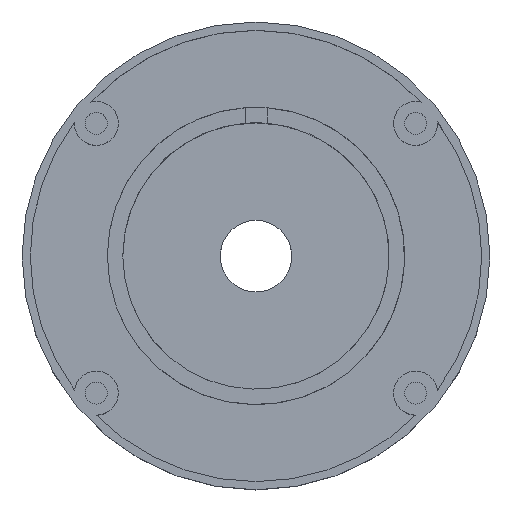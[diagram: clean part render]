
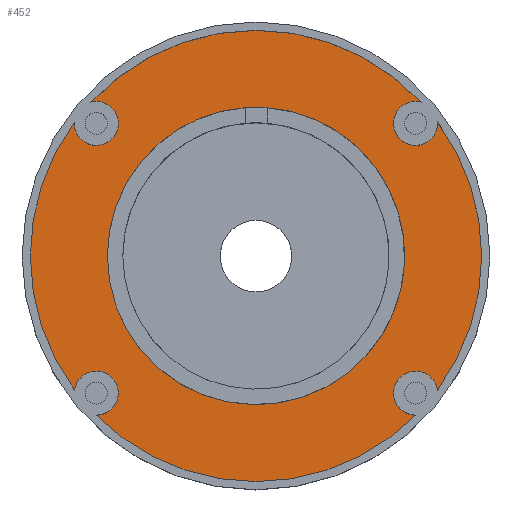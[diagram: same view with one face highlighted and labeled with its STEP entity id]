
A CAD part, top view. The second image highlights one B-rep face of the part: STEP entity #452.
In plain terms, the highlighted planar face has unit normal (0, 0, 1).
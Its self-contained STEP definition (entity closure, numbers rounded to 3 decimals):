
#16=FACE_BOUND('',#83,.T.);
#51=FACE_OUTER_BOUND('',#82,.T.);
#82=EDGE_LOOP('',(#333,#334,#335,#336,#337,#338,#339,#340));
#83=EDGE_LOOP('',(#341));
#163=CIRCLE('',#493,13.5);
#172=CIRCLE('',#509,2.);
#173=CIRCLE('',#510,20.5);
#174=CIRCLE('',#511,2.);
#175=CIRCLE('',#512,20.5);
#176=CIRCLE('',#513,2.);
#177=CIRCLE('',#514,20.5);
#178=CIRCLE('',#515,2.);
#179=CIRCLE('',#516,20.5);
#207=VERTEX_POINT('',#742);
#215=VERTEX_POINT('',#768);
#216=VERTEX_POINT('',#769);
#217=VERTEX_POINT('',#771);
#218=VERTEX_POINT('',#773);
#219=VERTEX_POINT('',#775);
#220=VERTEX_POINT('',#777);
#221=VERTEX_POINT('',#779);
#222=VERTEX_POINT('',#781);
#252=EDGE_CURVE('',#207,#207,#163,.T.);
#262=EDGE_CURVE('',#215,#216,#172,.T.);
#263=EDGE_CURVE('',#217,#215,#173,.T.);
#264=EDGE_CURVE('',#218,#217,#174,.T.);
#265=EDGE_CURVE('',#219,#218,#175,.T.);
#266=EDGE_CURVE('',#220,#219,#176,.T.);
#267=EDGE_CURVE('',#221,#220,#177,.T.);
#268=EDGE_CURVE('',#222,#221,#178,.T.);
#269=EDGE_CURVE('',#216,#222,#179,.T.);
#333=ORIENTED_EDGE('',*,*,#262,.F.);
#334=ORIENTED_EDGE('',*,*,#263,.F.);
#335=ORIENTED_EDGE('',*,*,#264,.F.);
#336=ORIENTED_EDGE('',*,*,#265,.F.);
#337=ORIENTED_EDGE('',*,*,#266,.F.);
#338=ORIENTED_EDGE('',*,*,#267,.F.);
#339=ORIENTED_EDGE('',*,*,#268,.F.);
#340=ORIENTED_EDGE('',*,*,#269,.F.);
#341=ORIENTED_EDGE('',*,*,#252,.F.);
#437=PLANE('',#508);
#452=ADVANCED_FACE('',(#51,#16),#437,.T.);
#493=AXIS2_PLACEMENT_3D('',#744,#579,#580);
#508=AXIS2_PLACEMENT_3D('',#767,#610,#611);
#509=AXIS2_PLACEMENT_3D('',#770,#612,#613);
#510=AXIS2_PLACEMENT_3D('',#772,#614,#615);
#511=AXIS2_PLACEMENT_3D('',#774,#616,#617);
#512=AXIS2_PLACEMENT_3D('',#776,#618,#619);
#513=AXIS2_PLACEMENT_3D('',#778,#620,#621);
#514=AXIS2_PLACEMENT_3D('',#780,#622,#623);
#515=AXIS2_PLACEMENT_3D('',#782,#624,#625);
#516=AXIS2_PLACEMENT_3D('',#783,#626,#627);
#579=DIRECTION('center_axis',(0.,0.,1.));
#580=DIRECTION('ref_axis',(1.,0.,0.));
#610=DIRECTION('center_axis',(0.,0.,1.));
#611=DIRECTION('ref_axis',(1.,0.,0.));
#612=DIRECTION('center_axis',(0.,0.,1.));
#613=DIRECTION('ref_axis',(1.,0.,0.));
#614=DIRECTION('center_axis',(0.,0.,-1.));
#615=DIRECTION('ref_axis',(1.,0.,0.));
#616=DIRECTION('center_axis',(0.,0.,1.));
#617=DIRECTION('ref_axis',(1.,0.,0.));
#618=DIRECTION('center_axis',(0.,0.,-1.));
#619=DIRECTION('ref_axis',(1.,0.,0.));
#620=DIRECTION('center_axis',(0.,0.,1.));
#621=DIRECTION('ref_axis',(1.,0.,0.));
#622=DIRECTION('center_axis',(0.,0.,-1.));
#623=DIRECTION('ref_axis',(1.,0.,0.));
#624=DIRECTION('center_axis',(0.,0.,1.));
#625=DIRECTION('ref_axis',(1.,0.,0.));
#626=DIRECTION('center_axis',(0.,0.,-1.));
#627=DIRECTION('ref_axis',(1.,0.,0.));
#742=CARTESIAN_POINT('',(-13.506,0.,10.));
#744=CARTESIAN_POINT('Origin',(-0.006,0.,10.));
#767=CARTESIAN_POINT('Origin',(-0.006,0.,10.));
#768=CARTESIAN_POINT('',(14.992,13.975,10.));
#769=CARTESIAN_POINT('',(16.485,12.178,10.));
#770=CARTESIAN_POINT('Origin',(14.49,12.039,10.));
#771=CARTESIAN_POINT('',(-15.002,13.978,10.));
#772=CARTESIAN_POINT('Origin',(-0.006,0.,10.));
#773=CARTESIAN_POINT('',(-16.506,12.165,10.));
#774=CARTESIAN_POINT('Origin',(-14.51,12.039,10.));
#775=CARTESIAN_POINT('',(-16.491,-12.185,10.));
#776=CARTESIAN_POINT('Origin',(-0.006,0.,10.));
#777=CARTESIAN_POINT('',(-14.537,-14.461,10.));
#778=CARTESIAN_POINT('Origin',(-14.51,-12.461,10.));
#779=CARTESIAN_POINT('',(14.525,-14.46,10.));
#780=CARTESIAN_POINT('Origin',(-0.006,0.,10.));
#781=CARTESIAN_POINT('',(16.472,-12.195,10.));
#782=CARTESIAN_POINT('Origin',(14.49,-12.461,10.));
#783=CARTESIAN_POINT('Origin',(-0.006,0.,10.));
